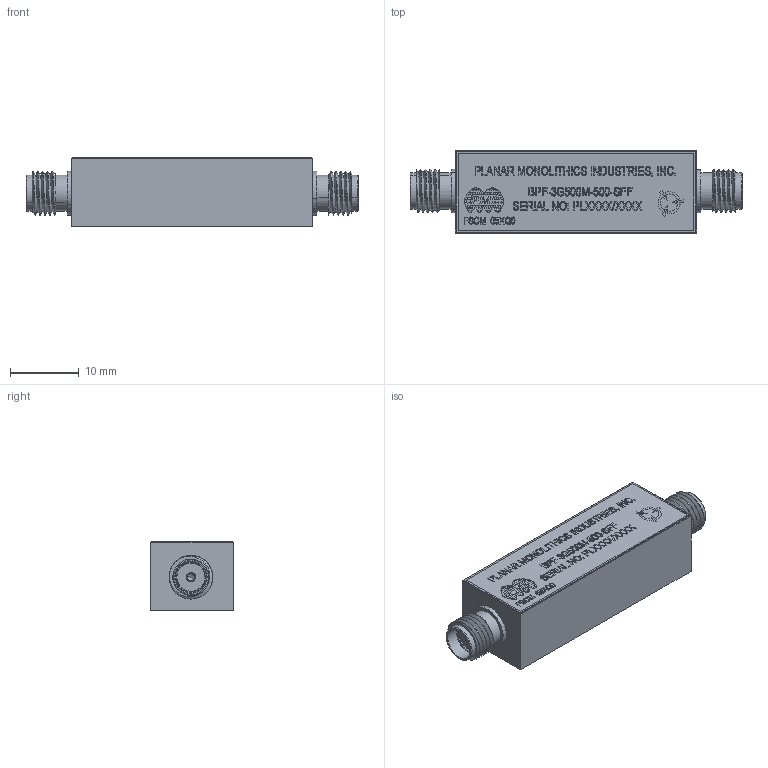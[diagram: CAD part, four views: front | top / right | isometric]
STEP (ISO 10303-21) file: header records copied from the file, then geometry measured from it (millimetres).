
FILE_DESCRIPTION (( 'STEP AP214' ), '1' );
FILE_NAME ('BPF-3G500M-500-SFF.STEP', '2022-08-03T15:17:54', ( '' ), ( '' ), 'SwSTEP 2.0', 'SolidWorks 2021', '' );
FILE_SCHEMA (( 'AUTOMOTIVE_DESIGN' ));
Length unit declared in the file: inch
Products named in the file (1): BPF-3G500M-500-SFF
Bounding box: 48.26 x 11.94 x 10.01 mm (x, y, z)
Volume: 4397.2 mm3; surface area: 3568.4 mm2
Topology: 4 solids, 6 shells, 1273 faces, 4398 edges, 3366 vertices
Faces by surface type: cylinder 572, torus 420, plane 261, cone 16, bspline 4
Entity records: 85548 total; most frequent: CARTESIAN_POINT 31528, ORIENTED_EDGE 8764, DIRECTION 6837, EDGE_CURVE 4382, VERTEX_POINT 3366, AXIS2_PLACEMENT_3D 2724, EDGE_LOOP 1518, B_SPLINE_CURVE_WITH_KNOTS 1495
